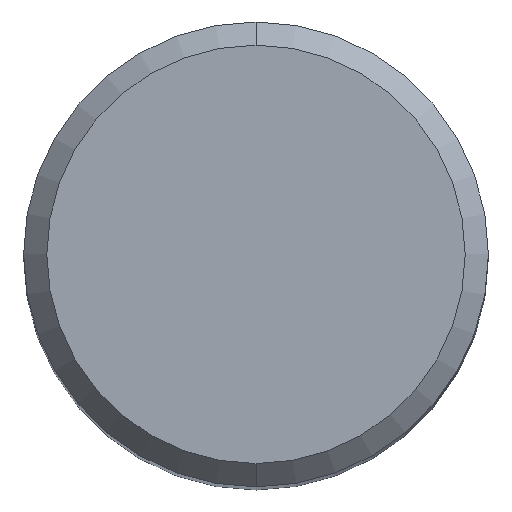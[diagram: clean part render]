
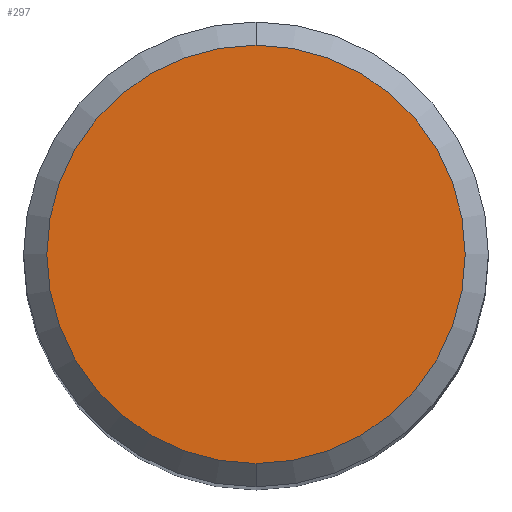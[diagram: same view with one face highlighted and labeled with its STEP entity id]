
A CAD part, top view. The second image highlights one B-rep face of the part: STEP entity #297.
In plain terms, the highlighted planar face has unit normal (0, 0, 1).
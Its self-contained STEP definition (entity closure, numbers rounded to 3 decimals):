
#251=EDGE_CURVE('',#413,#399,#552,.T.);
#297=ADVANCED_FACE('',(#604),#605,.T.);
#319=EDGE_CURVE('',#399,#413,#628,.T.);
#399=VERTEX_POINT('',#712);
#413=VERTEX_POINT('',#727);
#552=CIRCLE('',#916,4.5);
#604=FACE_OUTER_BOUND('',#1005,.T.);
#605=PLANE('',#1006);
#628=CIRCLE('',#1082,4.5);
#712=CARTESIAN_POINT('',(0.0,4.5,0.0));
#727=CARTESIAN_POINT('',(0.,-4.5,0.0));
#916=AXIS2_PLACEMENT_3D('',#1535,#1536,#1537);
#1005=EDGE_LOOP('',(#1606,#1607));
#1006=AXIS2_PLACEMENT_3D('',#1608,#1609,#1610);
#1082=AXIS2_PLACEMENT_3D('',#1627,#1628,#1629);
#1535=CARTESIAN_POINT('',(0.0,0.0,0.0));
#1536=DIRECTION('',(0.0,0.0,-1.0));
#1537=DIRECTION('',(0.0,1.0,0.0));
#1606=ORIENTED_EDGE('',*,*,#319,.F.);
#1607=ORIENTED_EDGE('',*,*,#251,.F.);
#1608=CARTESIAN_POINT('',(0.0,2.25,0.0));
#1609=DIRECTION('',(-0.0,0.0,1.0));
#1610=DIRECTION('',(0.0,-1.0,0.0));
#1627=CARTESIAN_POINT('',(0.0,0.0,0.0));
#1628=DIRECTION('',(0.0,0.0,-1.0));
#1629=DIRECTION('',(0.0,1.0,0.0));
